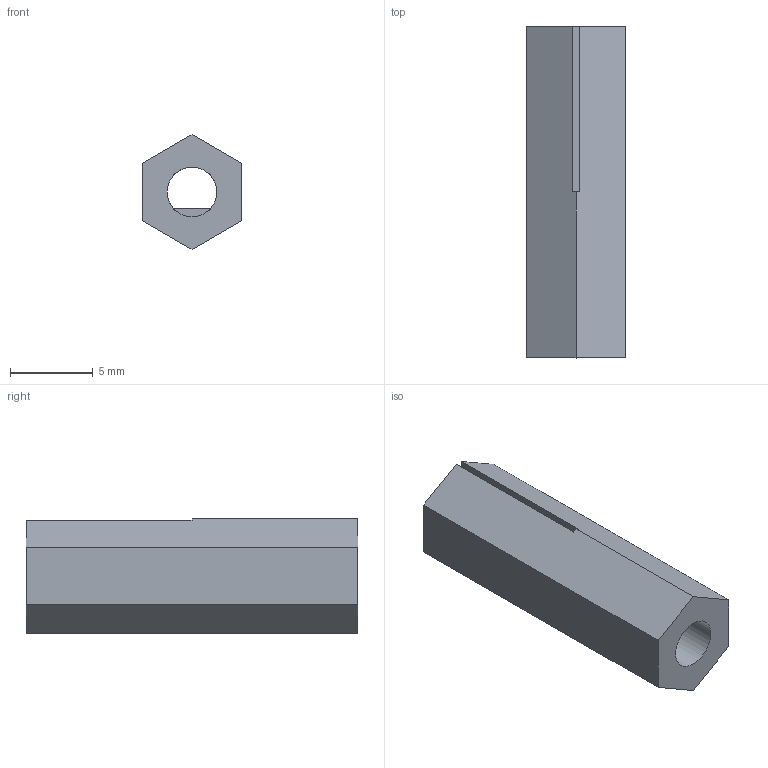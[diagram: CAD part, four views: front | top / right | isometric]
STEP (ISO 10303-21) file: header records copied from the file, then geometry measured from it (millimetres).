
FILE_DESCRIPTION(/* description */ (''),/* implementation_level */ '2;1');
FILE_NAME(/* name */ 'Coupling.step',/* time_stamp */ '2022-07-30T11:58:04+05:30',/* author */ (''),/* organization */ (''),/* preprocessor_version */ 'ST-DEVELOPER v19',/* originating_system */ 'Autodesk Translation Framework v11.7.0.108',/* authorisation */ '');
FILE_SCHEMA (('AUTOMOTIVE_DESIGN { 1 0 10303 214 3 1 1 }'));
Length unit declared in the file: millimetre
Products named in the file (1): Coupling
Bounding box: 6 x 20 x 6.93 mm (x, y, z)
Volume: 475.6 mm3; surface area: 683.1 mm2
Topology: 1 solids, 1 shells, 16 faces, 43 edges, 28 vertices
Faces by surface type: plane 13, cylinder 3
Full cylindrical faces by diameter (mm): 3 x1
Entity records: 536 total; most frequent: CARTESIAN_POINT 88, ORIENTED_EDGE 86, DIRECTION 85, EDGE_CURVE 43, LINE 35, VECTOR 35, VERTEX_POINT 28, AXIS2_PLACEMENT_3D 25
